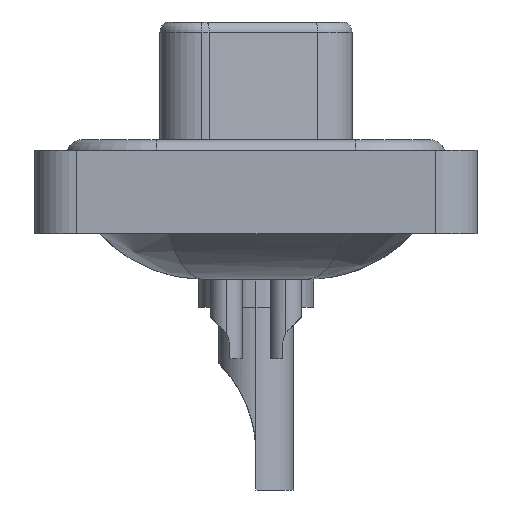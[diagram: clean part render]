
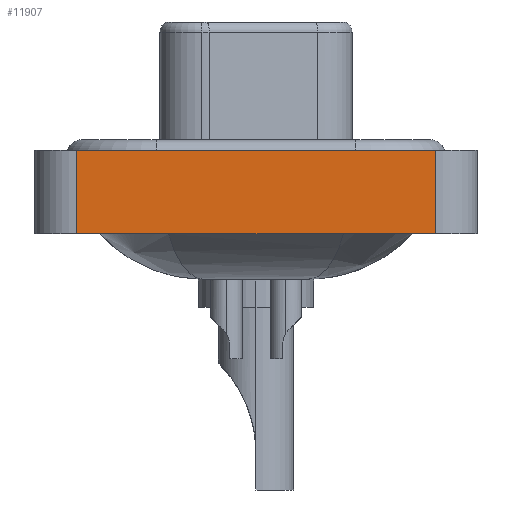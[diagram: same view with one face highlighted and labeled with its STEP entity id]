
A CAD part, left-side view. The second image highlights one B-rep face of the part: STEP entity #11907.
In plain terms, the highlighted planar face has unit normal (-1, 0, 0).
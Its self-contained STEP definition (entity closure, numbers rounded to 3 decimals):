
#314 = LINE ( 'NONE', #6814, #17728 ) ;
#602 = VERTEX_POINT ( 'NONE', #11324 ) ;
#2729 = EDGE_CURVE ( 'NONE', #5666, #5167, #314, .T. ) ;
#3299 = EDGE_CURVE ( 'NONE', #5666, #602, #4059, .T. ) ;
#4059 = LINE ( 'NONE', #18514, #16693 ) ;
#4286 = VECTOR ( 'NONE', #14297, 1000. ) ;
#4847 = VERTEX_POINT ( 'NONE', #5775 ) ;
#5167 = VERTEX_POINT ( 'NONE', #16404 ) ;
#5570 = EDGE_CURVE ( 'NONE', #602, #4847, #18687, .T. ) ;
#5666 = VERTEX_POINT ( 'NONE', #6105 ) ;
#5775 = CARTESIAN_POINT ( 'NONE',  ( -7.3, -8.55, 0.4 ) ) ;
#6040 = DIRECTION ( 'NONE',  ( 0., 0., 1. ) ) ;
#6105 = CARTESIAN_POINT ( 'NONE',  ( -7.3, 8.55, -3.6 ) ) ;
#6814 = CARTESIAN_POINT ( 'NONE',  ( -7.3, 8.55, -3.6 ) ) ;
#6883 = CARTESIAN_POINT ( 'NONE',  ( -7.3, -8.55, -3.6 ) ) ;
#10627 = EDGE_CURVE ( 'NONE', #5167, #4847, #14406, .T. ) ;
#11324 = CARTESIAN_POINT ( 'NONE',  ( -7.3, -8.55, -3.6 ) ) ;
#11907 = ADVANCED_FACE ( 'NONE', ( #12134 ), #13724, .T. ) ;
#11929 = DIRECTION ( 'NONE',  ( 0., -1., 0. ) ) ;
#12134 = FACE_OUTER_BOUND ( 'NONE', #16078, .T. ) ;
#13304 = DIRECTION ( 'NONE',  ( 0., 0., 1. ) ) ;
#13370 = DIRECTION ( 'NONE',  ( 0., 0., 1. ) ) ;
#13724 = PLANE ( 'NONE',  #20647 ) ;
#14027 = CARTESIAN_POINT ( 'NONE',  ( -7.3, -8.55, -3.6 ) ) ;
#14297 = DIRECTION ( 'NONE',  ( 0., -1., 0. ) ) ;
#14406 = LINE ( 'NONE', #15914, #4286 ) ;
#15542 = ORIENTED_EDGE ( 'NONE', *, *, #3299, .T. ) ;
#15746 = ORIENTED_EDGE ( 'NONE', *, *, #10627, .F. ) ;
#15914 = CARTESIAN_POINT ( 'NONE',  ( -7.3, -8.55, 0.4 ) ) ;
#16073 = VECTOR ( 'NONE', #13370, 1000. ) ;
#16078 = EDGE_LOOP ( 'NONE', ( #19556, #15746, #17344, #15542 ) ) ;
#16404 = CARTESIAN_POINT ( 'NONE',  ( -7.3, 8.55, 0.4 ) ) ;
#16693 = VECTOR ( 'NONE', #11929, 1000. ) ;
#17344 = ORIENTED_EDGE ( 'NONE', *, *, #2729, .F. ) ;
#17728 = VECTOR ( 'NONE', #13304, 1000. ) ;
#18514 = CARTESIAN_POINT ( 'NONE',  ( -7.3, -8.55, -3.6 ) ) ;
#18687 = LINE ( 'NONE', #6883, #16073 ) ;
#19556 = ORIENTED_EDGE ( 'NONE', *, *, #5570, .T. ) ;
#20213 = DIRECTION ( 'NONE',  ( -1., 0., 0. ) ) ;
#20647 = AXIS2_PLACEMENT_3D ( 'NONE', #14027, #20213, #6040 ) ;
